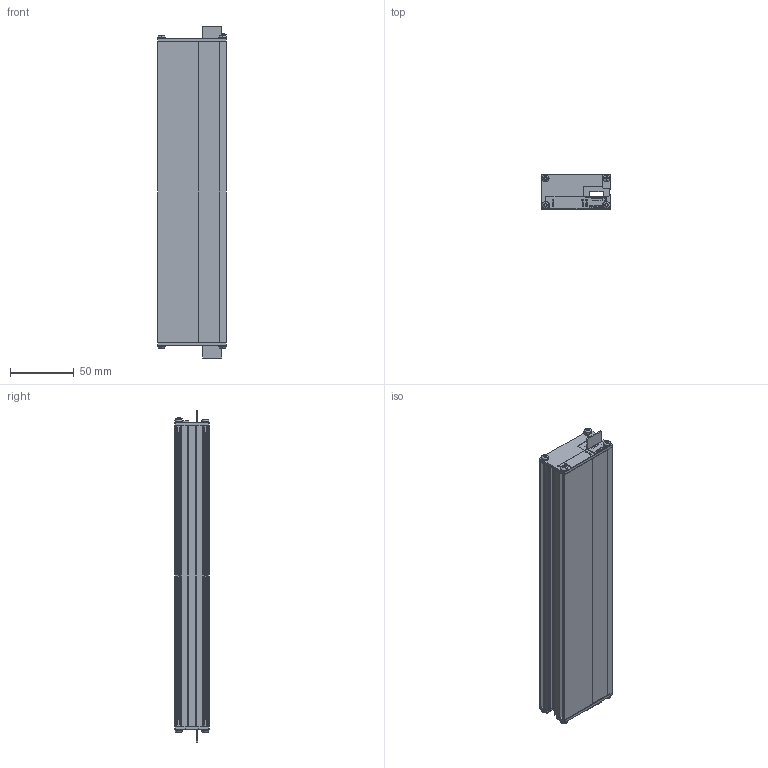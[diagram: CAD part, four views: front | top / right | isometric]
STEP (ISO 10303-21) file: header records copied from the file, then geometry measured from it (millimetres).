
FILE_DESCRIPTION (( 'STEP AP214' ), '1' );
FILE_NAME ('LIMAX2M-1X-CON-XXXX-CNX-RJ45.STEP', '2021-01-08T07:36:26', ( '' ), ( '' ), 'SwSTEP 2.0', 'SolidWorks 2020', '' );
FILE_SCHEMA (( 'AUTOMOTIVE_DESIGN' ));
Length unit declared in the file: millimetre
Products named in the file (1): LIMAX2M-1X-CON-XXXX-CNX-RJ45
Bounding box: 54 x 27 x 261 mm (x, y, z)
Volume: 315074.9 mm3; surface area: 84518.6 mm2
Topology: 3 solids, 3 shells, 1440 faces, 3984 edges, 2536 vertices
Faces by surface type: plane 895, cylinder 364, cone 69, torus 58, bspline 52, sphere 2
Entity records: 63528 total; most frequent: CARTESIAN_POINT 11232, ORIENTED_EDGE 7936, DIRECTION 7120, EDGE_CURVE 3968, LINE 2812, VECTOR 2812, VERTEX_POINT 2536, AXIS2_PLACEMENT_3D 2154
